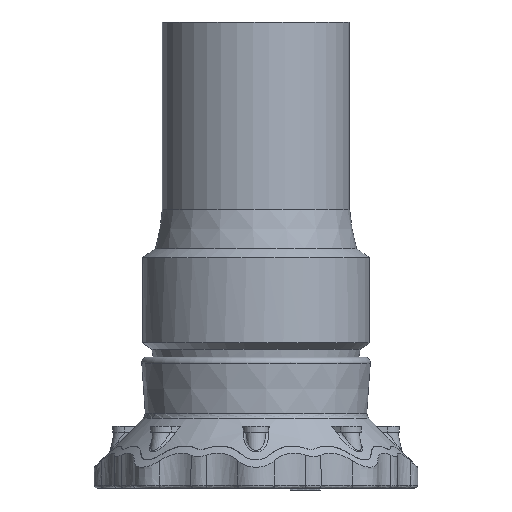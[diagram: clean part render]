
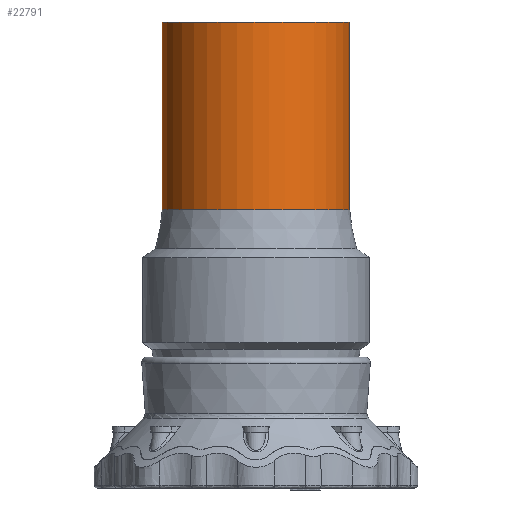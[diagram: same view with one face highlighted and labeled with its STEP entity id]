
A CAD part, front view. The second image highlights one B-rep face of the part: STEP entity #22791.
In plain terms, the highlighted cylindrical face has radius 157.5 mm (diameter 315 mm), a full revolution.
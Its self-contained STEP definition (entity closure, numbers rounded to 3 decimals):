
#285 = ORIENTED_EDGE ( 'NONE', *, *, #17357, .F. ) ;
#2518 = AXIS2_PLACEMENT_3D ( 'NONE', #7073, #7074, #7075 ) ;
#2568 = AXIS2_PLACEMENT_3D ( 'NONE', #8235, #8231, #8232 ) ;
#6878 = ORIENTED_EDGE ( 'NONE', *, *, #17396, .T. ) ;
#7073 = CARTESIAN_POINT ( 'NONE',  ( -0.967, -8.703, 563.38 ) ) ;
#7074 = DIRECTION ( 'NONE',  ( 0., 0., -1. ) ) ;
#7075 = DIRECTION ( 'NONE',  ( 0.032, 0.999, 0. ) ) ;
#8231 = DIRECTION ( 'NONE',  ( 0., 0., -1. ) ) ;
#8232 = DIRECTION ( 'NONE',  ( 0.032, 0.999, 0. ) ) ;
#8235 = CARTESIAN_POINT ( 'NONE',  ( -0.967, -8.703, -111.62 ) ) ;
#8559 = CIRCLE ( 'NONE', #17677, 157.5 ) ;
#8583 = CIRCLE ( 'NONE', #2518, 157.5 ) ;
#8698 = FACE_OUTER_BOUND ( 'NONE', #12968, .T. ) ;
#8708 = FACE_OUTER_BOUND ( 'NONE', #12663, .T. ) ;
#8710 = CYLINDRICAL_SURFACE ( 'NONE', #2568, 157.5 ) ;
#9232 = VERTEX_POINT ( 'NONE', #12600 ) ;
#9234 = VERTEX_POINT ( 'NONE', #12602 ) ;
#12600 = CARTESIAN_POINT ( 'NONE',  ( 4.135, 148.714, 247.823 ) ) ;
#12602 = CARTESIAN_POINT ( 'NONE',  ( 4.135, 148.714, 563.38 ) ) ;
#12663 = EDGE_LOOP ( 'NONE', ( #285 ) ) ;
#12968 = EDGE_LOOP ( 'NONE', ( #6878 ) ) ;
#17357 = EDGE_CURVE ( 'NONE', #9232, #9232, #8559, .T. ) ;
#17396 = EDGE_CURVE ( 'NONE', #9234, #9234, #8583, .T. ) ;
#17677 = AXIS2_PLACEMENT_3D ( 'NONE', #22190, #22191, #22192 ) ;
#22190 = CARTESIAN_POINT ( 'NONE',  ( -0.967, -8.703, 247.823 ) ) ;
#22191 = DIRECTION ( 'NONE',  ( 0., 0., -1. ) ) ;
#22192 = DIRECTION ( 'NONE',  ( 0.032, 0.999, 0. ) ) ;
#22791 = ADVANCED_FACE ( 'NONE', ( #8698, #8708 ), #8710, .T. ) ;
